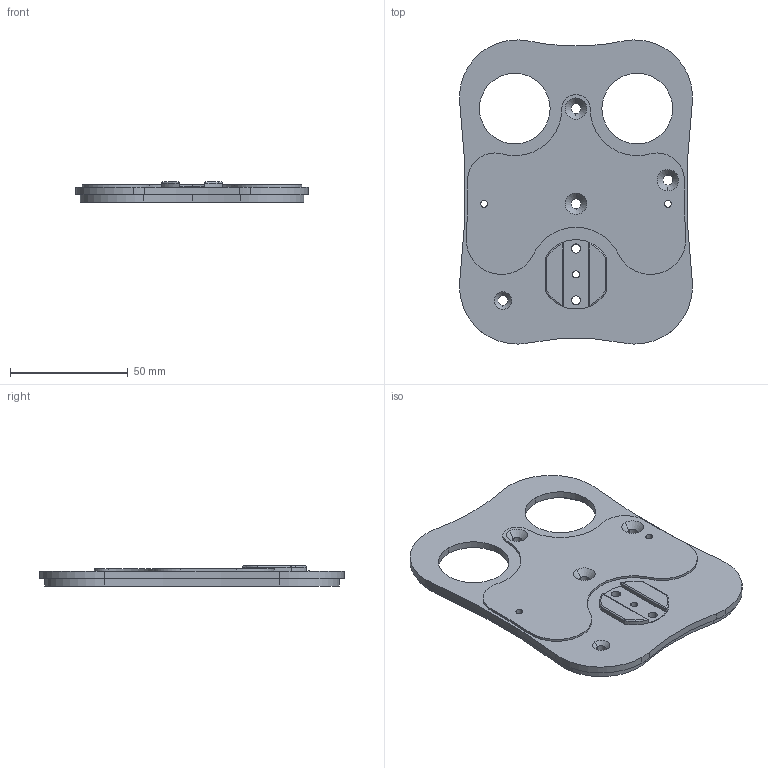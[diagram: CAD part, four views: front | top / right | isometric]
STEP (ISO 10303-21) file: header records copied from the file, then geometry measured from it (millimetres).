
FILE_DESCRIPTION (( 'STEP AP203' ), '1' );
FILE_NAME ('a1_o.STEP', '2015-02-27T23:24:50', ( '' ), ( '' ), 'SwSTEP 2.0', 'SolidWorks 2013', '' );
FILE_SCHEMA (( 'CONFIG_CONTROL_DESIGN' ));
Length unit declared in the file: millimetre
Products named in the file (1): a1_o
Bounding box: 98.95 x 129.14 x 8.55 mm (x, y, z)
Volume: 58130.1 mm3; surface area: 26627.5 mm2
Topology: 1 solids, 1 shells, 143 faces, 379 edges, 246 vertices
Faces by surface type: cylinder 107, plane 20, cone 12, torus 4
Entity records: 4692 total; most frequent: DIRECTION 885, CARTESIAN_POINT 817, ORIENTED_EDGE 758, EDGE_CURVE 379, AXIS2_PLACEMENT_3D 370, VERTEX_POINT 246, CIRCLE 226, EDGE_LOOP 173
